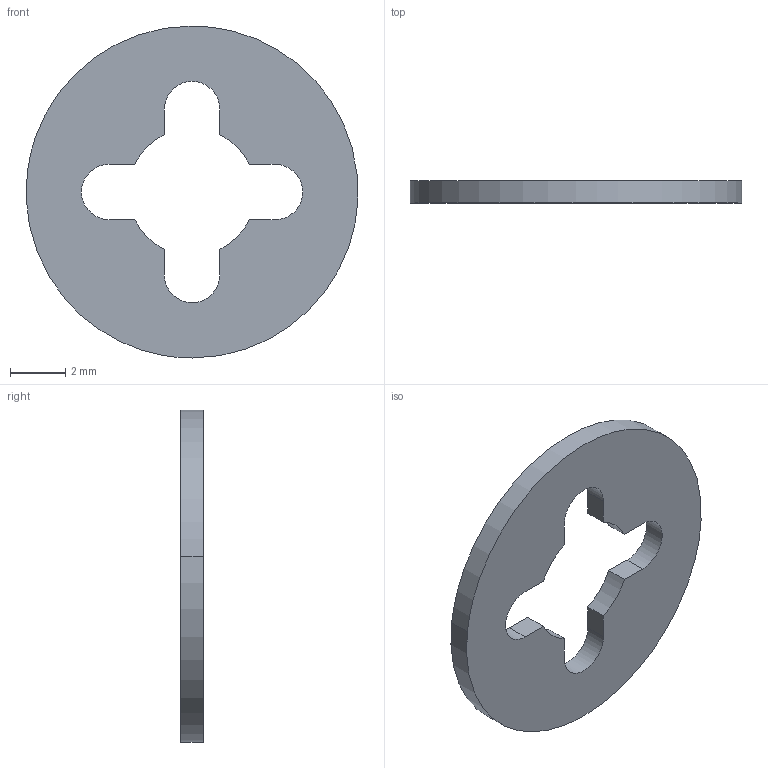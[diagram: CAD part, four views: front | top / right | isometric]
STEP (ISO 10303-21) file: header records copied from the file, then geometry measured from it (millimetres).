
FILE_DESCRIPTION((''),'2;1');
FILE_NAME('','2005-07-15T17:43:32',(''),(''),'','CADfix','');
FILE_SCHEMA(('AUTOMOTIVE_DESIGN'));
Length unit declared in the file: millimetre
Products named in the file (1): washer
Bounding box: 11.98 x 0.8 x 12 mm (x, y, z)
Volume: 67.4 mm3; surface area: 219.1 mm2
Topology: 1 solids, 1 shells, 20 faces, 58 edges, 40 vertices
Faces by surface type: bspline 20
Entity records: 681 total; most frequent: CARTESIAN_POINT 337, ORIENTED_EDGE 116, EDGE_CURVE 58, VERTEX_POINT 40, QUASI_UNIFORM_CURVE 34, EDGE_LOOP 22, FACE_OUTER_BOUND 20, ADVANCED_FACE 20
